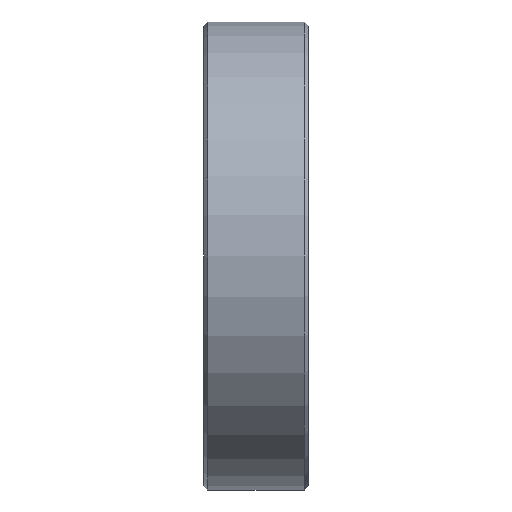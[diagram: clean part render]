
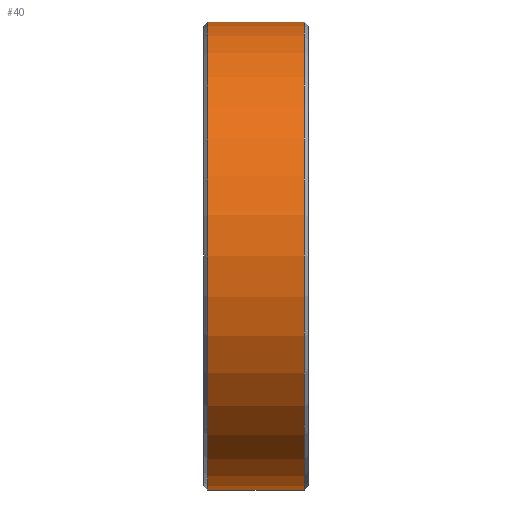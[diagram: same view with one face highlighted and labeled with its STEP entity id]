
A CAD part, left-side view. The second image highlights one B-rep face of the part: STEP entity #40.
In plain terms, the highlighted cylindrical face has radius 17 mm (diameter 34 mm), a partial arc.
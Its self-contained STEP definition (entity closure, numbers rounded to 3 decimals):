
#14 = EDGE_CURVE ( 'NONE', #1123, #434, #1140, .T. ) ;
#40 = ADVANCED_FACE ( 'NONE', ( #221 ), #312, .T. ) ;
#46 = DIRECTION ( 'NONE',  ( 0., 1., 0. ) ) ;
#110 = AXIS2_PLACEMENT_3D ( 'NONE', #1996, #1982, #1977 ) ;
#221 = FACE_OUTER_BOUND ( 'NONE', #1448, .T. ) ;
#247 = DIRECTION ( 'NONE',  ( 0., 1., 0. ) ) ;
#268 = CARTESIAN_POINT ( 'NONE',  ( 0., 7.3, 17. ) ) ;
#310 = AXIS2_PLACEMENT_3D ( 'NONE', #1064, #1650, #1313 ) ;
#312 = CYLINDRICAL_SURFACE ( 'NONE', #1751, 17. ) ;
#318 = CARTESIAN_POINT ( 'NONE',  ( 0., 53.835, 17. ) ) ;
#429 = CARTESIAN_POINT ( 'NONE',  ( 0., 0.3, -17. ) ) ;
#434 = VERTEX_POINT ( 'NONE', #499 ) ;
#499 = CARTESIAN_POINT ( 'NONE',  ( 0., 7.3, -17. ) ) ;
#602 = EDGE_CURVE ( 'NONE', #1594, #1123, #880, .T. ) ;
#607 = LINE ( 'NONE', #1171, #1328 ) ;
#723 = VERTEX_POINT ( 'NONE', #429 ) ;
#880 = LINE ( 'NONE', #318, #1994 ) ;
#1064 = CARTESIAN_POINT ( 'NONE',  ( 0., 7.3, 0. ) ) ;
#1107 = DIRECTION ( 'NONE',  ( 0., 1., 0. ) ) ;
#1123 = VERTEX_POINT ( 'NONE', #268 ) ;
#1140 = CIRCLE ( 'NONE', #310, 17. ) ;
#1155 = EDGE_CURVE ( 'NONE', #723, #1594, #2014, .T. ) ;
#1171 = CARTESIAN_POINT ( 'NONE',  ( 0., 53.835, -17. ) ) ;
#1313 = DIRECTION ( 'NONE',  ( 0., 0., 1. ) ) ;
#1314 = ORIENTED_EDGE ( 'NONE', *, *, #14, .T. ) ;
#1328 = VECTOR ( 'NONE', #247, 1000. ) ;
#1448 = EDGE_LOOP ( 'NONE', ( #1577, #1728, #1718, #1314 ) ) ;
#1451 = CARTESIAN_POINT ( 'NONE',  ( 0., 53.835, 0. ) ) ;
#1577 = ORIENTED_EDGE ( 'NONE', *, *, #1799, .F. ) ;
#1587 = CARTESIAN_POINT ( 'NONE',  ( 0., 0.3, 17. ) ) ;
#1594 = VERTEX_POINT ( 'NONE', #1587 ) ;
#1650 = DIRECTION ( 'NONE',  ( 0., -1., 0. ) ) ;
#1718 = ORIENTED_EDGE ( 'NONE', *, *, #602, .T. ) ;
#1728 = ORIENTED_EDGE ( 'NONE', *, *, #1155, .T. ) ;
#1751 = AXIS2_PLACEMENT_3D ( 'NONE', #1451, #1107, #1896 ) ;
#1799 = EDGE_CURVE ( 'NONE', #723, #434, #607, .T. ) ;
#1896 = DIRECTION ( 'NONE',  ( 0., 0., 1. ) ) ;
#1977 = DIRECTION ( 'NONE',  ( 0., 0., -1. ) ) ;
#1982 = DIRECTION ( 'NONE',  ( 0., 1., 0. ) ) ;
#1994 = VECTOR ( 'NONE', #46, 1000. ) ;
#1996 = CARTESIAN_POINT ( 'NONE',  ( 0., 0.3, 0. ) ) ;
#2014 = CIRCLE ( 'NONE', #110, 17. ) ;
